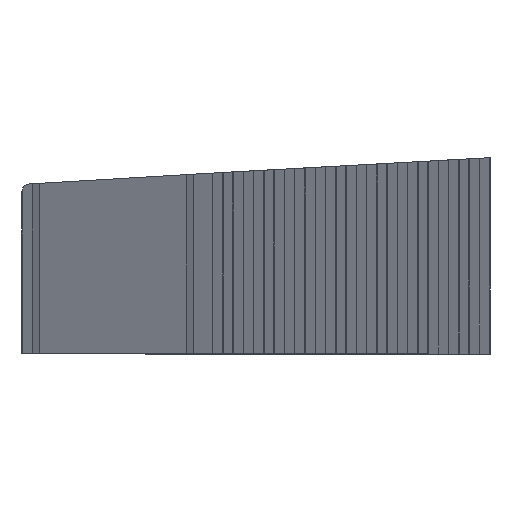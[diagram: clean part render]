
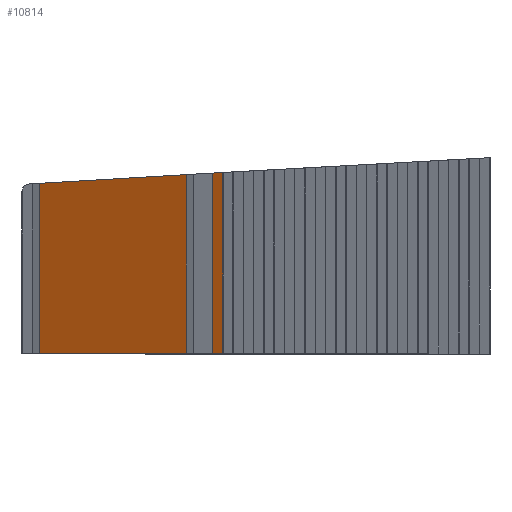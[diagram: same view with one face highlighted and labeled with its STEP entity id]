
A CAD part, top view. The second image highlights one B-rep face of the part: STEP entity #10814.
In plain terms, the highlighted planar face has unit normal (-0.526, 0, 0.851).
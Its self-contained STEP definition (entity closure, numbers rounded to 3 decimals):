
#10543 = PLANE('',#10544);
#10544 = AXIS2_PLACEMENT_3D('',#10545,#10546,#10547);
#10545 = CARTESIAN_POINT('',(-6932.039,-20.197,
    -9874.187));
#10546 = DIRECTION('',(0.609,0.,-0.794));
#10547 = DIRECTION('',(0.,-1.,0.));
#10569 = PLANE('',#10570);
#10570 = AXIS2_PLACEMENT_3D('',#10571,#10572,#10573);
#10571 = CARTESIAN_POINT('',(0.,0.,-7500.));
#10572 = DIRECTION('',(0.,-1.,-0.));
#10573 = DIRECTION('',(1.,0.,0.));
#10595 = PLANE('',#10596);
#10596 = AXIS2_PLACEMENT_3D('',#10597,#10598,#10599);
#10597 = CARTESIAN_POINT('',(8612.494,-45.194,
    9172.573));
#10598 = DIRECTION('',(0.851,0.,0.526));
#10599 = DIRECTION('',(0.,-1.,0.));
#10619 = PLANE('',#10620);
#10620 = AXIS2_PLACEMENT_3D('',#10621,#10622,#10623);
#10621 = CARTESIAN_POINT('',(5.454,-93.648,0.));
#10622 = DIRECTION('',(0.058,-0.998,0.));
#10623 = DIRECTION('',(0.,0.,-1.));
#10634 = VERTEX_POINT('',#10635);
#10635 = CARTESIAN_POINT('',(11046.655,0.,3913.14));
#10656 = VERTEX_POINT('',#10657);
#10657 = CARTESIAN_POINT('',(11046.655,549.428,
    3913.14));
#10676 = EDGE_CURVE('',#10634,#10656,#10677,.T.);
#10677 = SURFACE_CURVE('',#10678,(#10682,#10688),.PCURVE_S1.);
#10678 = LINE('',#10679,#10680);
#10679 = CARTESIAN_POINT('',(11046.655,1.04,
    3913.14));
#10680 = VECTOR('',#10681,1.);
#10681 = DIRECTION('',(0.,1.,0.));
#10682 = PCURVE('',#10543,#10683);
#10683 = DEFINITIONAL_REPRESENTATION('',(#10684),#10687);
#10684 = B_SPLINE_CURVE_WITH_KNOTS('',1,(#10685,#10686),.UNSPECIFIED.,
  .F.,.F.,(2,2),(-636.709,691.316),
  .PIECEWISE_BEZIER_KNOTS.);
#10685 = CARTESIAN_POINT('',(615.472,-22656.651));
#10686 = CARTESIAN_POINT('',(-712.553,-22656.651));
#10687 = ( GEOMETRIC_REPRESENTATION_CONTEXT(2) 
PARAMETRIC_REPRESENTATION_CONTEXT() REPRESENTATION_CONTEXT('2D SPACE',''
  ) );
#10688 = PCURVE('',#10689,#10694);
#10689 = PLANE('',#10690);
#10690 = AXIS2_PLACEMENT_3D('',#10691,#10692,#10693);
#10691 = CARTESIAN_POINT('',(10956.872,22.278,
    3857.65));
#10692 = DIRECTION('',(-0.526,0.,0.851
    ));
#10693 = DIRECTION('',(0.851,0.,0.526)
  );
#10694 = DEFINITIONAL_REPRESENTATION('',(#10695),#10698);
#10695 = B_SPLINE_CURVE_WITH_KNOTS('',1,(#10696,#10697),.UNSPECIFIED.,
  .F.,.F.,(2,2),(-636.709,691.316),
  .PIECEWISE_BEZIER_KNOTS.);
#10696 = CARTESIAN_POINT('',(105.547,-657.946));
#10697 = CARTESIAN_POINT('',(105.547,670.079));
#10698 = ( GEOMETRIC_REPRESENTATION_CONTEXT(2) 
PARAMETRIC_REPRESENTATION_CONTEXT() REPRESENTATION_CONTEXT('2D SPACE',''
  ) );
#10705 = VERTEX_POINT('',#10706);
#10706 = CARTESIAN_POINT('',(11637.391,583.835,
    4278.238));
#10725 = EDGE_CURVE('',#10656,#10705,#10726,.T.);
#10726 = SURFACE_CURVE('',#10727,(#10731,#10737),.PCURVE_S1.);
#10727 = LINE('',#10728,#10729);
#10728 = CARTESIAN_POINT('',(6119.469,262.453,
    867.939));
#10729 = VECTOR('',#10730,1.);
#10730 = DIRECTION('',(0.85,0.049,0.525)
  );
#10731 = PCURVE('',#10619,#10732);
#10732 = DEFINITIONAL_REPRESENTATION('',(#10733),#10736);
#10733 = B_SPLINE_CURVE_WITH_KNOTS('',1,(#10734,#10735),.UNSPECIFIED.,
  .F.,.F.,(2,2),(5543.409,6951.654),
  .PIECEWISE_BEZIER_KNOTS.);
#10734 = CARTESIAN_POINT('',(-3778.734,10842.073));
#10735 = CARTESIAN_POINT('',(-4518.191,12040.554));
#10736 = ( GEOMETRIC_REPRESENTATION_CONTEXT(2) 
PARAMETRIC_REPRESENTATION_CONTEXT() REPRESENTATION_CONTEXT('2D SPACE',''
  ) );
#10737 = PCURVE('',#10689,#10738);
#10738 = DEFINITIONAL_REPRESENTATION('',(#10739),#10742);
#10739 = B_SPLINE_CURVE_WITH_KNOTS('',1,(#10740,#10741),.UNSPECIFIED.,
  .F.,.F.,(2,2),(5543.409,6951.654),
  .PIECEWISE_BEZIER_KNOTS.);
#10740 = CARTESIAN_POINT('',(-150.107,514.485));
#10741 = CARTESIAN_POINT('',(1256.413,584.17));
#10742 = ( GEOMETRIC_REPRESENTATION_CONTEXT(2) 
PARAMETRIC_REPRESENTATION_CONTEXT() REPRESENTATION_CONTEXT('2D SPACE',''
  ) );
#10749 = VERTEX_POINT('',#10750);
#10750 = CARTESIAN_POINT('',(11637.391,0.,4278.238));
#10771 = EDGE_CURVE('',#10749,#10705,#10772,.T.);
#10772 = SURFACE_CURVE('',#10773,(#10777,#10783),.PCURVE_S1.);
#10773 = LINE('',#10774,#10775);
#10774 = CARTESIAN_POINT('',(11637.391,-11.458,
    4278.238));
#10775 = VECTOR('',#10776,1.);
#10776 = DIRECTION('',(0.,1.,0.));
#10777 = PCURVE('',#10595,#10778);
#10778 = DEFINITIONAL_REPRESENTATION('',(#10779),#10782);
#10779 = B_SPLINE_CURVE_WITH_KNOTS('',1,(#10780,#10781),.UNSPECIFIED.,
  .F.,.F.,(2,2),(-629.472,761.69),
  .PIECEWISE_BEZIER_KNOTS.);
#10780 = CARTESIAN_POINT('',(595.736,5753.652));
#10781 = CARTESIAN_POINT('',(-795.425,5753.652));
#10782 = ( GEOMETRIC_REPRESENTATION_CONTEXT(2) 
PARAMETRIC_REPRESENTATION_CONTEXT() REPRESENTATION_CONTEXT('2D SPACE',''
  ) );
#10783 = PCURVE('',#10689,#10784);
#10784 = DEFINITIONAL_REPRESENTATION('',(#10785),#10788);
#10785 = B_SPLINE_CURVE_WITH_KNOTS('',1,(#10786,#10787),.UNSPECIFIED.,
  .F.,.F.,(2,2),(-629.472,761.69),
  .PIECEWISE_BEZIER_KNOTS.);
#10786 = CARTESIAN_POINT('',(800.,-663.208));
#10787 = CARTESIAN_POINT('',(800.,727.954));
#10788 = ( GEOMETRIC_REPRESENTATION_CONTEXT(2) 
PARAMETRIC_REPRESENTATION_CONTEXT() REPRESENTATION_CONTEXT('2D SPACE',''
  ) );
#10796 = EDGE_CURVE('',#10634,#10749,#10797,.T.);
#10797 = SURFACE_CURVE('',#10798,(#10802,#10808),.PCURVE_S1.);
#10798 = LINE('',#10799,#10800);
#10799 = CARTESIAN_POINT('',(4453.002,0.,-162.005));
#10800 = VECTOR('',#10801,1.);
#10801 = DIRECTION('',(0.851,0.,0.526));
#10802 = PCURVE('',#10569,#10803);
#10803 = DEFINITIONAL_REPRESENTATION('',(#10804),#10807);
#10804 = B_SPLINE_CURVE_WITH_KNOTS('',1,(#10805,#10806),.UNSPECIFIED.,
  .F.,.F.,(2,2),(7681.882,8515.226),
  .PIECEWISE_BEZIER_KNOTS.);
#10805 = CARTESIAN_POINT('',(10987.582,11376.63));
#10806 = CARTESIAN_POINT('',(11696.464,11814.748));
#10807 = ( GEOMETRIC_REPRESENTATION_CONTEXT(2) 
PARAMETRIC_REPRESENTATION_CONTEXT() REPRESENTATION_CONTEXT('2D SPACE',''
  ) );
#10808 = PCURVE('',#10689,#10809);
#10809 = DEFINITIONAL_REPRESENTATION('',(#10810),#10813);
#10810 = B_SPLINE_CURVE_WITH_KNOTS('',1,(#10811,#10812),.UNSPECIFIED.,
  .F.,.F.,(2,2),(7681.882,8515.226),
  .PIECEWISE_BEZIER_KNOTS.);
#10811 = CARTESIAN_POINT('',(36.102,-22.278));
#10812 = CARTESIAN_POINT('',(869.445,-22.278));
#10813 = ( GEOMETRIC_REPRESENTATION_CONTEXT(2) 
PARAMETRIC_REPRESENTATION_CONTEXT() REPRESENTATION_CONTEXT('2D SPACE',''
  ) );
#10814 = ADVANCED_FACE('',(#10815),#10689,.T.);
#10815 = FACE_BOUND('',#10816,.T.);
#10816 = EDGE_LOOP('',(#10817,#10818,#10819,#10820));
#10817 = ORIENTED_EDGE('',*,*,#10676,.F.);
#10818 = ORIENTED_EDGE('',*,*,#10796,.T.);
#10819 = ORIENTED_EDGE('',*,*,#10771,.T.);
#10820 = ORIENTED_EDGE('',*,*,#10725,.F.);
